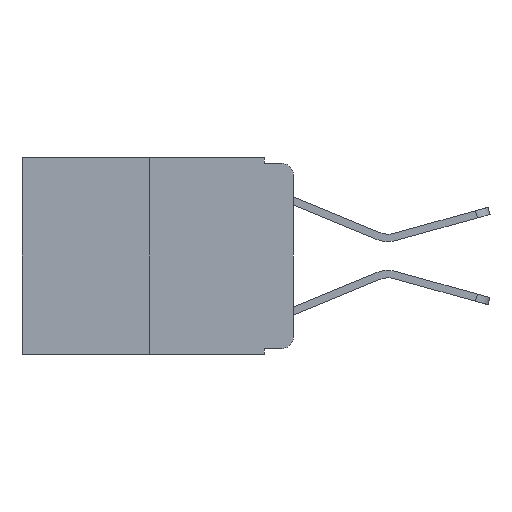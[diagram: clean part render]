
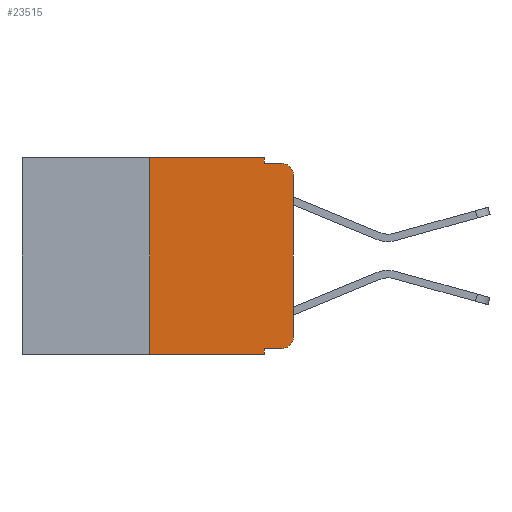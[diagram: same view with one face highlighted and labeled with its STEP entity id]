
A CAD part, left-side view. The second image highlights one B-rep face of the part: STEP entity #23515.
In plain terms, the highlighted planar face has unit normal (-1, 0, 0).
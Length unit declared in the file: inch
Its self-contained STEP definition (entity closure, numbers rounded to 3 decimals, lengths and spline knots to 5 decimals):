
#446 = ORIENTED_EDGE ( 'NONE', *, *, #21369, .T. ) ;
#798 = EDGE_CURVE ( 'NONE', #12247, #1370, #7394, .T. ) ;
#1148 = AXIS2_PLACEMENT_3D ( 'NONE', #18697, #9186, #22484 ) ;
#1370 = VERTEX_POINT ( 'NONE', #15227 ) ;
#1691 = CARTESIAN_POINT ( 'NONE',  ( 0., 0.25, 0. ) ) ;
#1877 = CARTESIAN_POINT ( 'NONE',  ( 0., 0.051, -0.333 ) ) ;
#2181 = VERTEX_POINT ( 'NONE', #6638 ) ;
#2222 = VECTOR ( 'NONE', #14706, 39.37008 ) ;
#2285 = DIRECTION ( 'NONE',  ( 0., 0., 1. ) ) ;
#2416 = CARTESIAN_POINT ( 'NONE',  ( 0., 0.051, -0.333 ) ) ;
#2547 = ORIENTED_EDGE ( 'NONE', *, *, #4713, .T. ) ;
#2913 = EDGE_CURVE ( 'NONE', #4691, #2181, #16107, .T. ) ;
#3166 = ORIENTED_EDGE ( 'NONE', *, *, #11218, .F. ) ;
#3174 = ORIENTED_EDGE ( 'NONE', *, *, #5204, .F. ) ;
#3249 = ORIENTED_EDGE ( 'NONE', *, *, #7791, .T. ) ;
#3342 = CARTESIAN_POINT ( 'NONE',  ( 0., 0., -0.313 ) ) ;
#3481 = CARTESIAN_POINT ( 'NONE',  ( 0., 0.051, -0.01 ) ) ;
#4400 = ORIENTED_EDGE ( 'NONE', *, *, #20101, .F. ) ;
#4691 = VERTEX_POINT ( 'NONE', #1877 ) ;
#4713 = EDGE_CURVE ( 'NONE', #22127, #21529, #8853, .T. ) ;
#4813 = CIRCLE ( 'NONE', #14061, 0.02 ) ;
#4865 = CARTESIAN_POINT ( 'NONE',  ( 0., 0.473, 0. ) ) ;
#4889 = CARTESIAN_POINT ( 'NONE',  ( 0., 0.051, 0. ) ) ;
#5204 = EDGE_CURVE ( 'NONE', #8219, #6347, #14866, .T. ) ;
#6242 = CARTESIAN_POINT ( 'NONE',  ( 0., 0.02, -0.01 ) ) ;
#6347 = VERTEX_POINT ( 'NONE', #6242 ) ;
#6352 = DIRECTION ( 'NONE',  ( -1., 0., 0. ) ) ;
#6581 = LINE ( 'NONE', #4865, #16781 ) ;
#6638 = CARTESIAN_POINT ( 'NONE',  ( 0., 0.02, -0.333 ) ) ;
#6904 = DIRECTION ( 'NONE',  ( 0., 0., -1. ) ) ;
#7394 = LINE ( 'NONE', #13481, #2222 ) ;
#7609 = LINE ( 'NONE', #11893, #17189 ) ;
#7791 = EDGE_CURVE ( 'NONE', #21529, #6347, #17042, .T. ) ;
#8219 = VERTEX_POINT ( 'NONE', #11586 ) ;
#8783 = ORIENTED_EDGE ( 'NONE', *, *, #15021, .F. ) ;
#8853 = LINE ( 'NONE', #23919, #17816 ) ;
#9186 = DIRECTION ( 'NONE',  ( 1., 0., 0. ) ) ;
#9598 = ORIENTED_EDGE ( 'NONE', *, *, #13438, .F. ) ;
#10741 = VERTEX_POINT ( 'NONE', #16443 ) ;
#10811 = AXIS2_PLACEMENT_3D ( 'NONE', #13615, #13535, #13504 ) ;
#10902 = VECTOR ( 'NONE', #13949, 39.37008 ) ;
#11083 = VECTOR ( 'NONE', #21717, 39.37008 ) ;
#11218 = EDGE_CURVE ( 'NONE', #10741, #8219, #11543, .T. ) ;
#11391 = ORIENTED_EDGE ( 'NONE', *, *, #2913, .T. ) ;
#11541 = EDGE_LOOP ( 'NONE', ( #2547, #3249, #3174, #3166, #9598, #4400, #20867, #8783, #11391, #446 ) ) ;
#11543 = LINE ( 'NONE', #23391, #10902 ) ;
#11586 = CARTESIAN_POINT ( 'NONE',  ( 0., 0.051, -0.01 ) ) ;
#11893 = CARTESIAN_POINT ( 'NONE',  ( 0., 0.25, 0. ) ) ;
#11920 = VECTOR ( 'NONE', #6904, 39.37008 ) ;
#12247 = VERTEX_POINT ( 'NONE', #15747 ) ;
#12681 = CARTESIAN_POINT ( 'NONE',  ( 0., 0., -0.03 ) ) ;
#13438 = EDGE_CURVE ( 'NONE', #24257, #10741, #6581, .T. ) ;
#13481 = CARTESIAN_POINT ( 'NONE',  ( 0., 0.473, -0.343 ) ) ;
#13504 = DIRECTION ( 'NONE',  ( 0., 0., -1. ) ) ;
#13535 = DIRECTION ( 'NONE',  ( -1., 0., 0. ) ) ;
#13615 = CARTESIAN_POINT ( 'NONE',  ( 0., 0.02, -0.03 ) ) ;
#13949 = DIRECTION ( 'NONE',  ( 0., 0., -1. ) ) ;
#14061 = AXIS2_PLACEMENT_3D ( 'NONE', #17836, #6352, #19741 ) ;
#14371 = FACE_OUTER_BOUND ( 'NONE', #11541, .T. ) ;
#14706 = DIRECTION ( 'NONE',  ( 0., -1., 0. ) ) ;
#14866 = LINE ( 'NONE', #3481, #23163 ) ;
#15014 = DIRECTION ( 'NONE',  ( 0., -1., 0. ) ) ;
#15021 = EDGE_CURVE ( 'NONE', #4691, #1370, #16944, .T. ) ;
#15227 = CARTESIAN_POINT ( 'NONE',  ( 0., 0.051, -0.343 ) ) ;
#15747 = CARTESIAN_POINT ( 'NONE',  ( 0., 0.25, -0.343 ) ) ;
#16107 = LINE ( 'NONE', #2416, #11083 ) ;
#16268 = DIRECTION ( 'NONE',  ( 0., -1., 0. ) ) ;
#16443 = CARTESIAN_POINT ( 'NONE',  ( 0., 0.051, 0. ) ) ;
#16781 = VECTOR ( 'NONE', #16268, 39.37008 ) ;
#16944 = LINE ( 'NONE', #4889, #11920 ) ;
#17042 = CIRCLE ( 'NONE', #10811, 0.02 ) ;
#17189 = VECTOR ( 'NONE', #2285, 39.37008 ) ;
#17816 = VECTOR ( 'NONE', #20557, 39.37008 ) ;
#17836 = CARTESIAN_POINT ( 'NONE',  ( 0., 0.02, -0.313 ) ) ;
#18697 = CARTESIAN_POINT ( 'NONE',  ( 0., 0.473, 0. ) ) ;
#19741 = DIRECTION ( 'NONE',  ( 0., 0., -1. ) ) ;
#20101 = EDGE_CURVE ( 'NONE', #12247, #24257, #7609, .T. ) ;
#20557 = DIRECTION ( 'NONE',  ( 0., 0., 1. ) ) ;
#20597 = PLANE ( 'NONE',  #1148 ) ;
#20867 = ORIENTED_EDGE ( 'NONE', *, *, #798, .T. ) ;
#21369 = EDGE_CURVE ( 'NONE', #2181, #22127, #4813, .T. ) ;
#21529 = VERTEX_POINT ( 'NONE', #12681 ) ;
#21717 = DIRECTION ( 'NONE',  ( 0., -1., 0. ) ) ;
#22127 = VERTEX_POINT ( 'NONE', #3342 ) ;
#22484 = DIRECTION ( 'NONE',  ( 0., 0., -1. ) ) ;
#23163 = VECTOR ( 'NONE', #15014, 39.37008 ) ;
#23391 = CARTESIAN_POINT ( 'NONE',  ( 0., 0.051, 0. ) ) ;
#23515 = ADVANCED_FACE ( 'NONE', ( #14371 ), #20597, .F. ) ;
#23919 = CARTESIAN_POINT ( 'NONE',  ( 0., 0., 0. ) ) ;
#24257 = VERTEX_POINT ( 'NONE', #1691 ) ;
